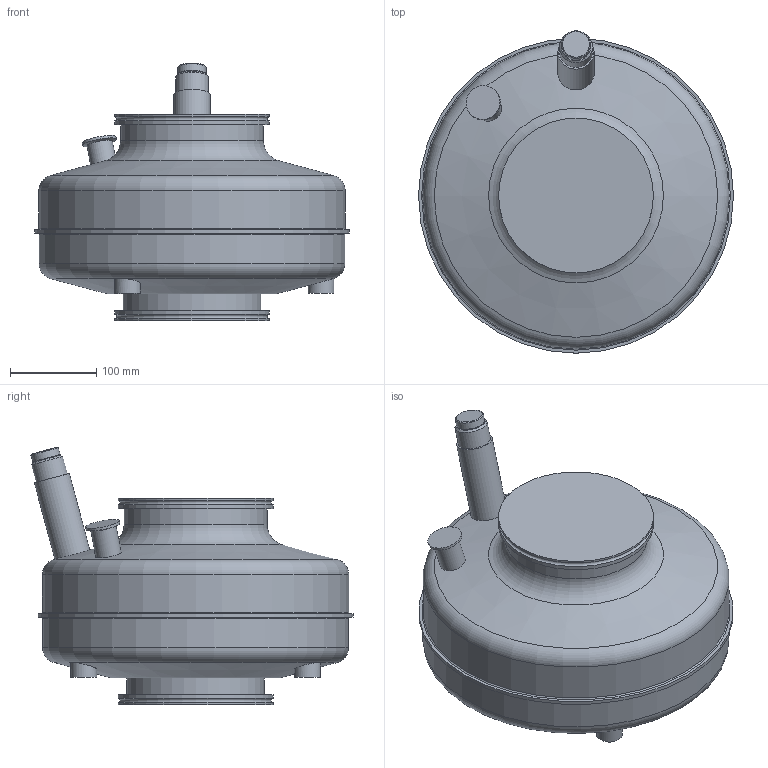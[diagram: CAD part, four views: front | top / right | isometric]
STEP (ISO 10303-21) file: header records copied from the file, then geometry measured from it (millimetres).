
FILE_DESCRIPTION(('STEP AP203'), '1');
FILE_NAME('侚-160', '', ('UNSPECIFIED'), ('UNSPECIFIED'), 'C3D Converter', 'C3D Toolkit', '');
FILE_SCHEMA(('CONFIG_CONTROL_DESIGN'));
Length unit declared in the file: millimetre
Bounding box: 366 x 374.35 x 299.5 mm (x, y, z)
Surface area: 423753.9 mm2 (no closed solid volume)
Topology: 0 solids, 51 shells, 51 faces, 137 edges, 103 vertices
Faces by surface type: cylinder 20, plane 17, torus 8, cone 6
Full cylindrical faces by diameter (mm): 30 x4, 33 x1, 38 x1, 40 x1, 42 x1, 160 x1, 164 x1, 166 x1, 176 x2, 180 x4, 356 x2, 366 x1
Entity records: 2533 total; most frequent: CARTESIAN_POINT 479, DIRECTION 298, AXIS2_PLACEMENT_3D 149, ORIENTED_EDGE 103, EDGE_CURVE 103, VERTEX_POINT 103, COLOUR_RGB 102, FILL_AREA_STYLE_COLOUR 102
